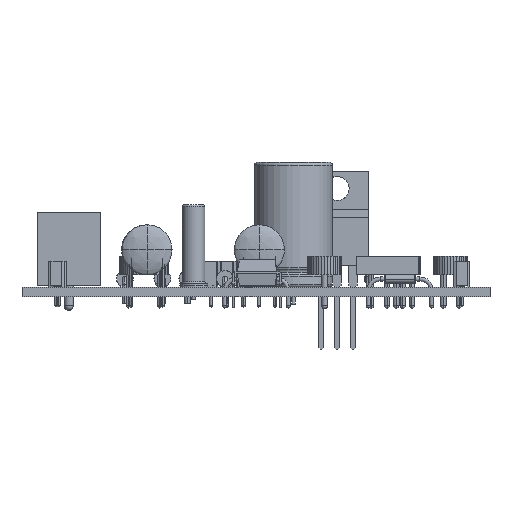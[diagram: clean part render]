
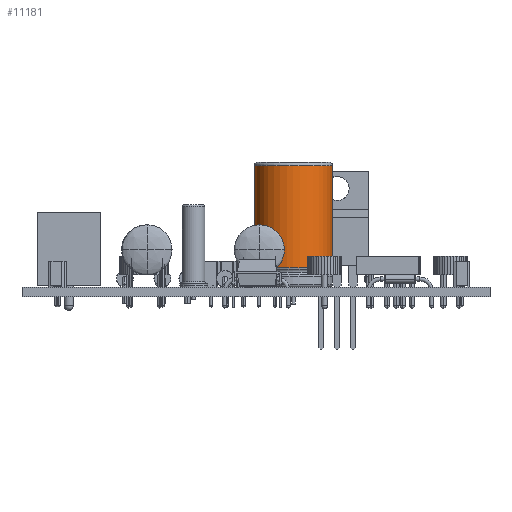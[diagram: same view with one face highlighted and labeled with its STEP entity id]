
A CAD part, front view. The second image highlights one B-rep face of the part: STEP entity #11181.
In plain terms, the highlighted cylindrical face has radius 6.25 mm (diameter 12.5 mm), a partial arc.
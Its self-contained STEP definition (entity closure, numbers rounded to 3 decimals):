
#11085 = VERTEX_POINT('',#11086);
#11086 = CARTESIAN_POINT('',(0.,19.5,6.25));
#11130 = VERTEX_POINT('',#11131);
#11131 = CARTESIAN_POINT('',(0.,19.5,-6.25));
#11138 = EDGE_CURVE('',#11085,#11130,#11139,.T.);
#11139 = CIRCLE('',#11140,6.25);
#11140 = AXIS2_PLACEMENT_3D('',#11141,#11142,#11143);
#11141 = CARTESIAN_POINT('',(0.,19.5,0.));
#11142 = DIRECTION('',(0.,-1.,0.));
#11143 = DIRECTION('',(0.,0.,-1.));
#11154 = EDGE_CURVE('',#11085,#11155,#11157,.T.);
#11155 = VERTEX_POINT('',#11156);
#11156 = CARTESIAN_POINT('',(0.,3.094,6.25));
#11157 = LINE('',#11158,#11159);
#11158 = CARTESIAN_POINT('',(0.,0.,6.25));
#11159 = VECTOR('',#11160,1.);
#11160 = DIRECTION('',(0.,-1.,0.));
#11181 = ADVANCED_FACE('',(#11182),#11201,.T.);
#11182 = FACE_BOUND('',#11183,.T.);
#11183 = EDGE_LOOP('',(#11184,#11185,#11186,#11194));
#11184 = ORIENTED_EDGE('',*,*,#11154,.F.);
#11185 = ORIENTED_EDGE('',*,*,#11138,.T.);
#11186 = ORIENTED_EDGE('',*,*,#11187,.T.);
#11187 = EDGE_CURVE('',#11130,#11188,#11190,.T.);
#11188 = VERTEX_POINT('',#11189);
#11189 = CARTESIAN_POINT('',(0.,3.094,-6.25));
#11190 = LINE('',#11191,#11192);
#11191 = CARTESIAN_POINT('',(0.,0.,-6.25));
#11192 = VECTOR('',#11193,1.);
#11193 = DIRECTION('',(0.,-1.,0.));
#11194 = ORIENTED_EDGE('',*,*,#11195,.F.);
#11195 = EDGE_CURVE('',#11155,#11188,#11196,.T.);
#11196 = CIRCLE('',#11197,6.25);
#11197 = AXIS2_PLACEMENT_3D('',#11198,#11199,#11200);
#11198 = CARTESIAN_POINT('',(0.,3.094,0.));
#11199 = DIRECTION('',(0.,-1.,0.));
#11200 = DIRECTION('',(0.,0.,-1.));
#11201 = CYLINDRICAL_SURFACE('',#11202,6.25);
#11202 = AXIS2_PLACEMENT_3D('',#11203,#11204,#11205);
#11203 = CARTESIAN_POINT('',(0.,0.,0.));
#11204 = DIRECTION('',(0.,-1.,0.));
#11205 = DIRECTION('',(0.,0.,-1.));
